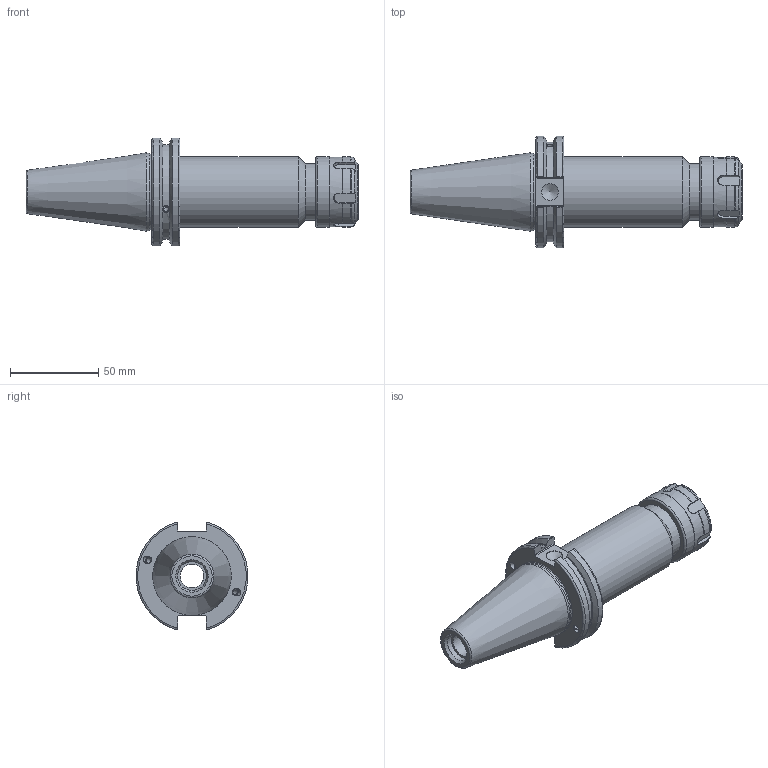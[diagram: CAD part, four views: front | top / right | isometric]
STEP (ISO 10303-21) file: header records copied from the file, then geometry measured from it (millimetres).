
FILE_DESCRIPTION(/* description */ ('','CAx-IF Rec.Pracs.---Representation and Presentation of Product Manufacturing Information (PMI)---4.0---2014-10-13'),/* implementation_level */ '2;1');
FILE_NAME(/* name */ 'TK030.stp',/* time_stamp */ '2025-02-26T11:31:17+09:00',/* author */ ('eos'),/* organization */ (''),/* preprocessor_version */ 'ST-DEVELOPER v20',/* originating_system */ 'Autodesk Inventor 2025',/* authorisation */ '');
FILE_SCHEMA (('AP242_MANAGED_MODEL_BASED_3D_ENGINEERING_MIM_LF { 1 0 10303 442 1 1 4 }'));
Length unit declared in the file: millimetre
Products named in the file (3): LO-CAT40ADB-SKA16-120; CAT50; SKN16-NUT
Assembly tree (2 placements, depth 2):
  LO-CAT40ADB-SKA16-120
    CAT50
    SKN16-NUT
Bounding box: 188.25 x 63.26 x 61.09 mm (x, y, z)
Volume: 191888.2 mm3; surface area: 43379.6 mm2
Topology: 2 solids, 2 shells, 155 faces, 422 edges, 275 vertices
Faces by surface type: plane 58, cylinder 47, cone 37, torus 13
Full cylindrical faces by diameter (mm): 3.242 x8, 4 x2, 4.2 x2, 9.525 x1, 13.386 x1, 15.748 x1, 16.3 x1, 19.8 x1, 21 x1, 22 x1, 32 x2, 32.4 x2, 39.6 x1, 40 x2, 43.6 x1
Entity records: 5879 total; most frequent: CARTESIAN_POINT 1495, DIRECTION 888, ORIENTED_EDGE 838, EDGE_CURVE 419, AXIS2_PLACEMENT_3D 349, VERTEX_POINT 275, LINE 190, VECTOR 190
